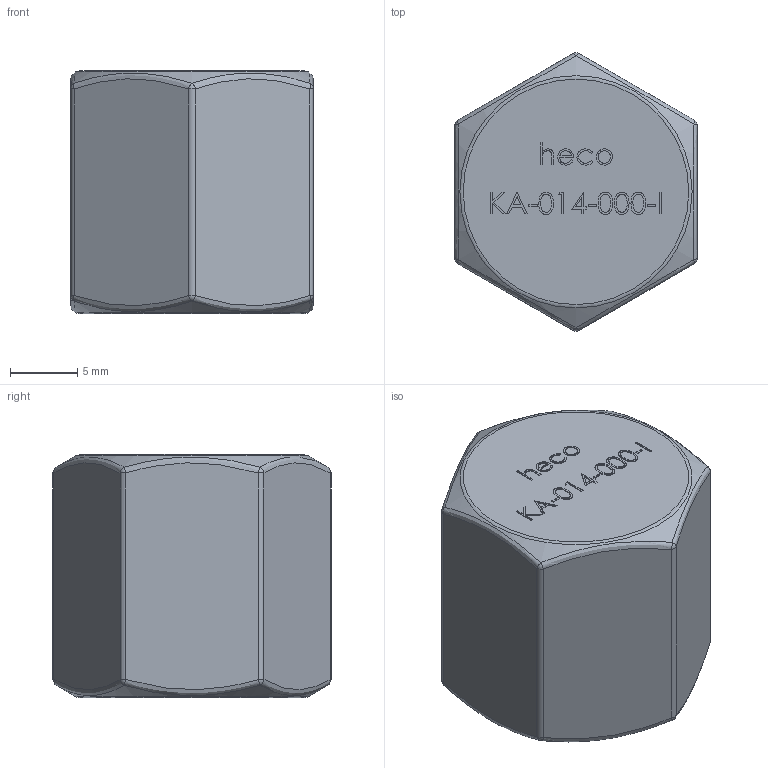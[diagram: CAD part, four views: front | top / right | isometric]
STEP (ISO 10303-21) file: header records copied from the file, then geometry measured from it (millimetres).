
FILE_DESCRIPTION (( 'STEP AP214' ), '1' );
FILE_NAME ('KA-014-000-I 2310.STEP', '2023-10-09T12:14:04', ( '' ), ( '' ), 'SwSTEP 2.0', 'SolidWorks 2019', '' );
FILE_SCHEMA (( 'AUTOMOTIVE_DESIGN' ));
Length unit declared in the file: millimetre
Products named in the file (1): KA-014-000-I 2310
Bounding box: 18 x 20.63 x 18.04 mm (x, y, z)
Volume: 3456.8 mm3; surface area: 2134.2 mm2
Topology: 1 solids, 1 shells, 211 faces, 521 edges, 333 vertices
Faces by surface type: plane 103, bspline 83, sphere 12, cylinder 7, cone 3, torus 3
Full cylindrical faces by diameter (mm): 11.445 x1
Entity records: 13129 total; most frequent: CARTESIAN_POINT 6816, ORIENTED_EDGE 1006, DIRECTION 639, EDGE_CURVE 503, VERTEX_POINT 326, LINE 293, VECTOR 293, EDGE_LOOP 243
